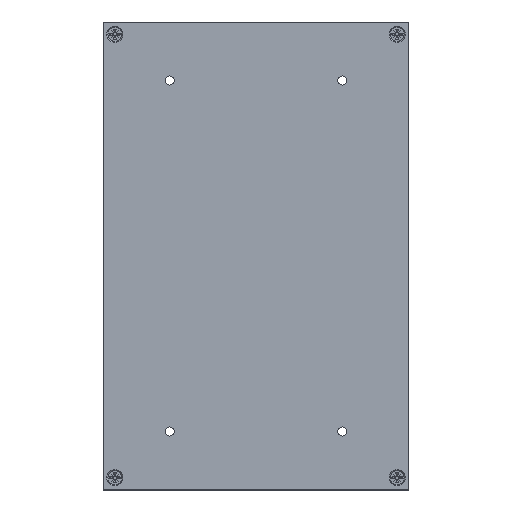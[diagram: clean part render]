
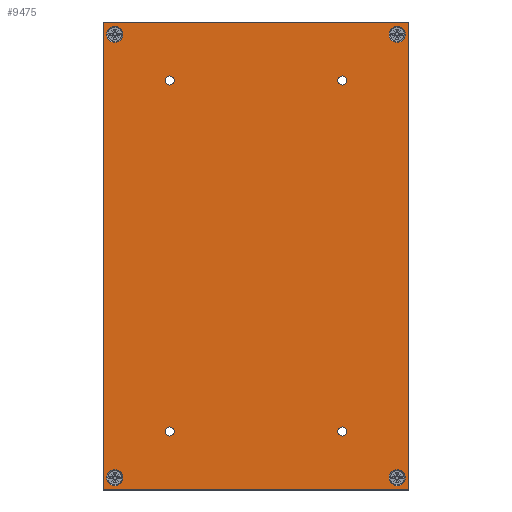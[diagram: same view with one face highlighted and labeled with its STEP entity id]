
A CAD part, front view. The second image highlights one B-rep face of the part: STEP entity #9475.
In plain terms, the highlighted planar face has unit normal (0, -1, 0).
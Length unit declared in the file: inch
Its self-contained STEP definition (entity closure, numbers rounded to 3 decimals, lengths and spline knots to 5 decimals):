
#180 = VECTOR ( 'NONE', #13607, 39.37008 ) ;
#1121 = VERTEX_POINT ( 'NONE', #19693 ) ;
#1348 = LINE ( 'NONE', #13354, #23151 ) ;
#1505 = DIRECTION ( 'NONE',  ( 0., 0., -1. ) ) ;
#1585 = DIRECTION ( 'NONE',  ( -1., 0., 0. ) ) ;
#2197 = ORIENTED_EDGE ( 'NONE', *, *, #34181, .T. ) ;
#2770 = CIRCLE ( 'NONE', #31394, 0.07799 ) ;
#3126 = DIRECTION ( 'NONE',  ( 1., 0., 0. ) ) ;
#3800 = EDGE_CURVE ( 'NONE', #31560, #31560, #5220, .T. ) ;
#4584 = CARTESIAN_POINT ( 'NONE',  ( 4.19241, -0.31353, 0. ) ) ;
#5220 = CIRCLE ( 'NONE', #22341, 0.1378 ) ;
#5345 = FACE_BOUND ( 'NONE', #29877, .T. ) ;
#5682 = VERTEX_POINT ( 'NONE', #30256 ) ;
#5848 = DIRECTION ( 'NONE',  ( 0., 1., 0. ) ) ;
#6157 = DIRECTION ( 'NONE',  ( 0., 1., 0. ) ) ;
#6795 = DIRECTION ( 'NONE',  ( 0., 1., 0. ) ) ;
#7263 = VERTEX_POINT ( 'NONE', #27685 ) ;
#7469 = VERTEX_POINT ( 'NONE', #23275 ) ;
#7988 = VERTEX_POINT ( 'NONE', #23528 ) ;
#8033 = ORIENTED_EDGE ( 'NONE', *, *, #33240, .T. ) ;
#8675 = VECTOR ( 'NONE', #25519, 39.37008 ) ;
#8752 = VERTEX_POINT ( 'NONE', #43750 ) ;
#8974 = FACE_BOUND ( 'NONE', #28667, .T. ) ;
#9077 = VERTEX_POINT ( 'NONE', #33888 ) ;
#9475 = ADVANCED_FACE ( 'NONE', ( #35516, #23747, #27874, #43477, #20662, #8974, #5345, #16351, #28632 ), #24758, .T. ) ;
#10537 = LINE ( 'NONE', #18451, #11746 ) ;
#10549 = CARTESIAN_POINT ( 'NONE',  ( -0.82908, -0.31353, 7.79 ) ) ;
#10827 = CIRCLE ( 'NONE', #33660, 0.07799 ) ;
#10945 = EDGE_CURVE ( 'NONE', #11071, #7263, #10537, .T. ) ;
#11071 = VERTEX_POINT ( 'NONE', #45700 ) ;
#11290 = EDGE_CURVE ( 'NONE', #9077, #11071, #1348, .T. ) ;
#11746 = VECTOR ( 'NONE', #44589, 39.37008 ) ;
#11997 = ORIENTED_EDGE ( 'NONE', *, *, #11290, .T. ) ;
#13155 = EDGE_LOOP ( 'NONE', ( #8033 ) ) ;
#13225 = EDGE_CURVE ( 'NONE', #24599, #24599, #21508, .T. ) ;
#13354 = CARTESIAN_POINT ( 'NONE',  ( 4.19241, -0.31353, 8. ) ) ;
#13536 = CARTESIAN_POINT ( 'NONE',  ( 0.10603, -0.31353, 1. ) ) ;
#13607 = DIRECTION ( 'NONE',  ( 0., 0., 1. ) ) ;
#13887 = CIRCLE ( 'NONE', #43288, 0.07799 ) ;
#14520 = AXIS2_PLACEMENT_3D ( 'NONE', #35650, #32342, #36410 ) ;
#14523 = CIRCLE ( 'NONE', #25897, 0.1378 ) ;
#14539 = DIRECTION ( 'NONE',  ( 1., 0., 0. ) ) ;
#14924 = ORIENTED_EDGE ( 'NONE', *, *, #21147, .T. ) ;
#15801 = EDGE_CURVE ( 'NONE', #5682, #5682, #2770, .T. ) ;
#16351 = FACE_BOUND ( 'NONE', #30357, .T. ) ;
#16451 = CARTESIAN_POINT ( 'NONE',  ( 3.99391, -0.31353, 0.21 ) ) ;
#16746 = ORIENTED_EDGE ( 'NONE', *, *, #15801, .T. ) ;
#17434 = CARTESIAN_POINT ( 'NONE',  ( 4.19241, -0.31353, 0. ) ) ;
#18451 = CARTESIAN_POINT ( 'NONE',  ( -1.02759, -0.31353, 0. ) ) ;
#18796 = CARTESIAN_POINT ( 'NONE',  ( 3.05879, -0.31353, 1. ) ) ;
#19271 = CARTESIAN_POINT ( 'NONE',  ( -0.69129, -0.31353, 7.79 ) ) ;
#19591 = CARTESIAN_POINT ( 'NONE',  ( -0.82908, -0.31353, 0.21 ) ) ;
#19693 = CARTESIAN_POINT ( 'NONE',  ( 4.19241, -0.31353, 0. ) ) ;
#20662 = FACE_BOUND ( 'NONE', #44696, .T. ) ;
#20713 = AXIS2_PLACEMENT_3D ( 'NONE', #16451, #35622, #38987 ) ;
#21147 = EDGE_CURVE ( 'NONE', #25350, #25350, #32728, .T. ) ;
#21471 = DIRECTION ( 'NONE',  ( 1., 0., 0. ) ) ;
#21508 = CIRCLE ( 'NONE', #20713, 0.1378 ) ;
#22341 = AXIS2_PLACEMENT_3D ( 'NONE', #10549, #38173, #3126 ) ;
#23151 = VECTOR ( 'NONE', #1585, 39.37008 ) ;
#23275 = CARTESIAN_POINT ( 'NONE',  ( 0.18403, -0.31353, 1. ) ) ;
#23528 = CARTESIAN_POINT ( 'NONE',  ( 3.13678, -0.31353, 7. ) ) ;
#23747 = FACE_BOUND ( 'NONE', #45520, .T. ) ;
#24484 = EDGE_LOOP ( 'NONE', ( #28919, #11997, #32137, #43497 ) ) ;
#24599 = VERTEX_POINT ( 'NONE', #39743 ) ;
#24758 = PLANE ( 'NONE',  #48355 ) ;
#25098 = CARTESIAN_POINT ( 'NONE',  ( 3.99391, -0.31353, 7.79 ) ) ;
#25350 = VERTEX_POINT ( 'NONE', #33281 ) ;
#25519 = DIRECTION ( 'NONE',  ( 1., 0., 0. ) ) ;
#25832 = EDGE_CURVE ( 'NONE', #7263, #1121, #33212, .T. ) ;
#25897 = AXIS2_PLACEMENT_3D ( 'NONE', #19591, #35191, #14539 ) ;
#26316 = EDGE_CURVE ( 'NONE', #7469, #7469, #13887, .T. ) ;
#27685 = CARTESIAN_POINT ( 'NONE',  ( -1.02759, -0.31353, 0. ) ) ;
#27874 = FACE_BOUND ( 'NONE', #13155, .T. ) ;
#27877 = EDGE_CURVE ( 'NONE', #7988, #7988, #10827, .T. ) ;
#28296 = ORIENTED_EDGE ( 'NONE', *, *, #3800, .T. ) ;
#28391 = CIRCLE ( 'NONE', #14520, 0.07799 ) ;
#28416 = VERTEX_POINT ( 'NONE', #40179 ) ;
#28632 = FACE_OUTER_BOUND ( 'NONE', #24484, .T. ) ;
#28667 = EDGE_LOOP ( 'NONE', ( #43461 ) ) ;
#28919 = ORIENTED_EDGE ( 'NONE', *, *, #32970, .T. ) ;
#29735 = DIRECTION ( 'NONE',  ( 0., 1., 0. ) ) ;
#29877 = EDGE_LOOP ( 'NONE', ( #37113 ) ) ;
#30256 = CARTESIAN_POINT ( 'NONE',  ( 3.13678, -0.31353, 1. ) ) ;
#30357 = EDGE_LOOP ( 'NONE', ( #16746 ) ) ;
#31394 = AXIS2_PLACEMENT_3D ( 'NONE', #18796, #6795, #41581 ) ;
#31560 = VERTEX_POINT ( 'NONE', #19271 ) ;
#32137 = ORIENTED_EDGE ( 'NONE', *, *, #10945, .T. ) ;
#32342 = DIRECTION ( 'NONE',  ( 0., 1., 0. ) ) ;
#32728 = CIRCLE ( 'NONE', #44175, 0.1378 ) ;
#32970 = EDGE_CURVE ( 'NONE', #1121, #9077, #40720, .T. ) ;
#33212 = LINE ( 'NONE', #48819, #8675 ) ;
#33240 = EDGE_CURVE ( 'NONE', #8752, #8752, #14523, .T. ) ;
#33281 = CARTESIAN_POINT ( 'NONE',  ( 4.1317, -0.31353, 7.79 ) ) ;
#33660 = AXIS2_PLACEMENT_3D ( 'NONE', #48859, #6157, #21471 ) ;
#33888 = CARTESIAN_POINT ( 'NONE',  ( 4.19241, -0.31353, 8. ) ) ;
#34181 = EDGE_CURVE ( 'NONE', #28416, #28416, #28391, .T. ) ;
#35191 = DIRECTION ( 'NONE',  ( 0., 1., 0. ) ) ;
#35516 = FACE_BOUND ( 'NONE', #41621, .T. ) ;
#35622 = DIRECTION ( 'NONE',  ( 0., 1., 0. ) ) ;
#35650 = CARTESIAN_POINT ( 'NONE',  ( 0.10603, -0.31353, 7. ) ) ;
#36410 = DIRECTION ( 'NONE',  ( 1., 0., 0. ) ) ;
#37113 = ORIENTED_EDGE ( 'NONE', *, *, #26316, .T. ) ;
#37115 = DIRECTION ( 'NONE',  ( 1., 0., 0. ) ) ;
#38173 = DIRECTION ( 'NONE',  ( 0., 1., 0. ) ) ;
#38987 = DIRECTION ( 'NONE',  ( 1., 0., 0. ) ) ;
#39743 = CARTESIAN_POINT ( 'NONE',  ( 4.1317, -0.31353, 0.21 ) ) ;
#40179 = CARTESIAN_POINT ( 'NONE',  ( 0.18403, -0.31353, 7. ) ) ;
#40404 = DIRECTION ( 'NONE',  ( 0., -1., 0. ) ) ;
#40720 = LINE ( 'NONE', #17434, #180 ) ;
#41581 = DIRECTION ( 'NONE',  ( 1., 0., 0. ) ) ;
#41621 = EDGE_LOOP ( 'NONE', ( #14924 ) ) ;
#43288 = AXIS2_PLACEMENT_3D ( 'NONE', #13536, #5848, #44742 ) ;
#43461 = ORIENTED_EDGE ( 'NONE', *, *, #27877, .T. ) ;
#43477 = FACE_BOUND ( 'NONE', #49205, .T. ) ;
#43497 = ORIENTED_EDGE ( 'NONE', *, *, #25832, .T. ) ;
#43750 = CARTESIAN_POINT ( 'NONE',  ( -0.69129, -0.31353, 0.21 ) ) ;
#44175 = AXIS2_PLACEMENT_3D ( 'NONE', #25098, #29735, #37115 ) ;
#44589 = DIRECTION ( 'NONE',  ( 0., 0., -1. ) ) ;
#44696 = EDGE_LOOP ( 'NONE', ( #2197 ) ) ;
#44742 = DIRECTION ( 'NONE',  ( 1., 0., 0. ) ) ;
#45520 = EDGE_LOOP ( 'NONE', ( #28296 ) ) ;
#45700 = CARTESIAN_POINT ( 'NONE',  ( -1.02759, -0.31353, 8. ) ) ;
#48355 = AXIS2_PLACEMENT_3D ( 'NONE', #4584, #40404, #1505 ) ;
#48819 = CARTESIAN_POINT ( 'NONE',  ( 4.19241, -0.31353, 0. ) ) ;
#48859 = CARTESIAN_POINT ( 'NONE',  ( 3.05879, -0.31353, 7. ) ) ;
#49205 = EDGE_LOOP ( 'NONE', ( #49639 ) ) ;
#49639 = ORIENTED_EDGE ( 'NONE', *, *, #13225, .T. ) ;
